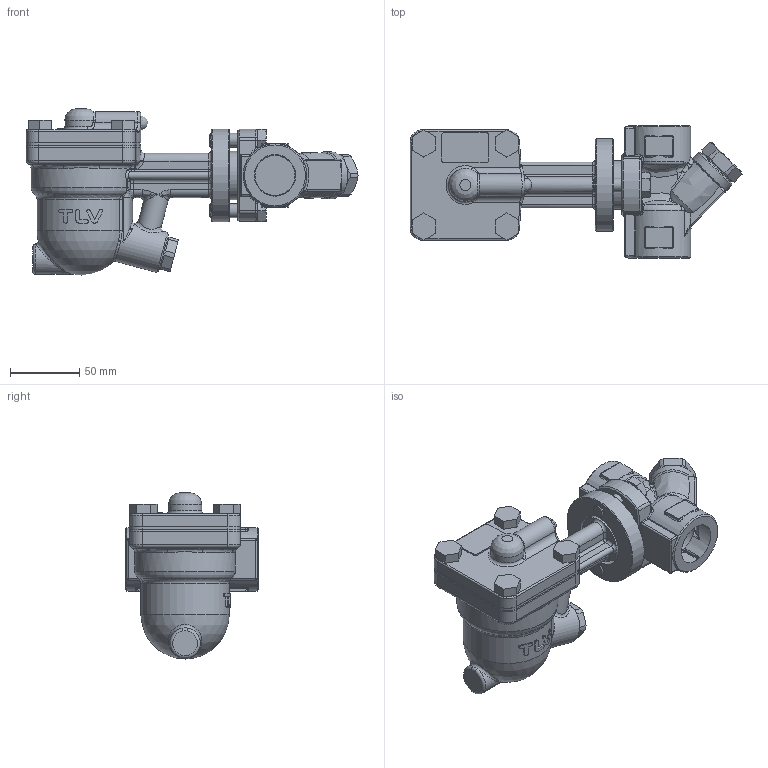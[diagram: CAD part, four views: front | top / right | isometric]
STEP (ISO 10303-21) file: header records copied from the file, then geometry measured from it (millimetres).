
FILE_DESCRIPTION(/* description */ (''),/* implementation_level */ '2;1');
FILE_NAME(/* name */ 'fj32x-025-screw-01.stp',/* time_stamp */ '2022-07-05T10:57:46+09:00',/* author */ ('mafukuda'),/* organization */ (''),/* preprocessor_version */ 'ST-DEVELOPER v18',/* originating_system */ 'Autodesk Inventor 2020',/* authorisation */ '');
FILE_SCHEMA (('AUTOMOTIVE_DESIGN { 1 0 10303 214 3 1 1 }'));
Length unit declared in the file: millimetre
Products named in the file (1): fj320-025-screw-01
Bounding box: 240 x 96 x 120 mm (x, y, z)
Volume: 719189.9 mm3; surface area: 99750.4 mm2
Topology: 2 solids, 9 shells, 786 faces, 1918 edges, 1149 vertices
Faces by surface type: plane 250, cylinder 232, bspline 163, torus 84, cone 43, sphere 14
Full cylindrical faces by diameter (mm): 7 x2, 8.73 x1, 10 x12, 10.5 x2, 12 x4, 14.28 x1, 14.6 x1, 16 x2, 17 x1, 18 x1, 18.2 x1, 23 x1, 24 x1, 24.2 x1, 25 x2, 25.4 x1, 29 x3, 30 x1, 30.9 x1, 32.9 x1, 33.6 x1, 34 x1, 35 x2, 35.5 x1, 35.6 x1, 38 x1, 39 x1, 67 x1
Entity records: 28632 total; most frequent: CARTESIAN_POINT 10962, ORIENTED_EDGE 3758, DIRECTION 3586, EDGE_CURVE 1879, AXIS2_PLACEMENT_3D 1476, VERTEX_POINT 1149, EDGE_LOOP 844, FACE_OUTER_BOUND 786
